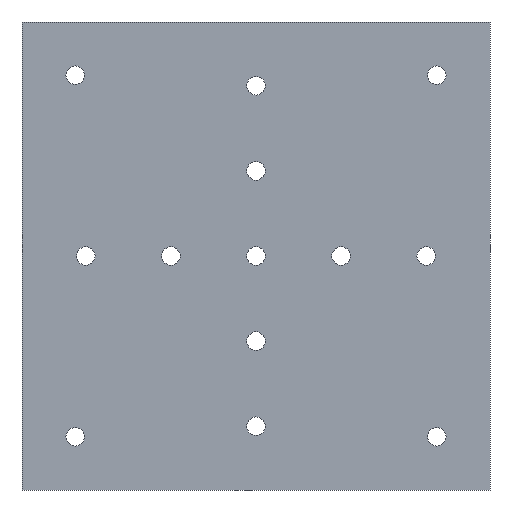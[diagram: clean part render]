
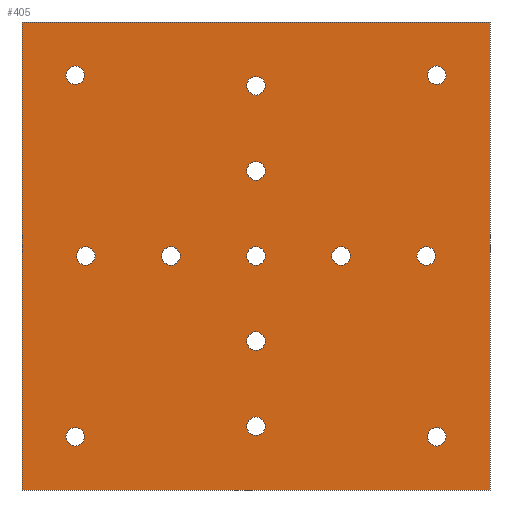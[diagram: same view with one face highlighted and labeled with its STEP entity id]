
A CAD part, front view. The second image highlights one B-rep face of the part: STEP entity #405.
In plain terms, the highlighted planar face has unit normal (0, -1, 0).
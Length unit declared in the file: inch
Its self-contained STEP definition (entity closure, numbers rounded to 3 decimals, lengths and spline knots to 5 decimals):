
#28=FACE_BOUND('',#98,.T.);
#29=FACE_BOUND('',#99,.T.);
#30=FACE_BOUND('',#100,.T.);
#31=FACE_BOUND('',#101,.T.);
#32=FACE_BOUND('',#102,.T.);
#33=FACE_BOUND('',#103,.T.);
#34=FACE_BOUND('',#104,.T.);
#35=FACE_BOUND('',#105,.T.);
#36=FACE_BOUND('',#106,.T.);
#37=FACE_BOUND('',#107,.T.);
#38=FACE_BOUND('',#108,.T.);
#39=FACE_BOUND('',#109,.T.);
#40=FACE_BOUND('',#110,.T.);
#46=PLANE('',#472);
#65=FACE_OUTER_BOUND('',#97,.T.);
#97=EDGE_LOOP('',(#357,#358,#359,#360));
#98=EDGE_LOOP('',(#361));
#99=EDGE_LOOP('',(#362));
#100=EDGE_LOOP('',(#363));
#101=EDGE_LOOP('',(#364));
#102=EDGE_LOOP('',(#365));
#103=EDGE_LOOP('',(#366));
#104=EDGE_LOOP('',(#367));
#105=EDGE_LOOP('',(#368));
#106=EDGE_LOOP('',(#369));
#107=EDGE_LOOP('',(#370));
#108=EDGE_LOOP('',(#371));
#109=EDGE_LOOP('',(#372));
#110=EDGE_LOOP('',(#373));
#124=LINE('',#672,#149);
#128=LINE('',#680,#153);
#131=LINE('',#686,#156);
#134=LINE('',#691,#159);
#149=VECTOR('',#568,0.3937);
#153=VECTOR('',#574,0.3937);
#156=VECTOR('',#579,0.3937);
#159=VECTOR('',#584,0.3937);
#162=CIRCLE('',#430,0.1085);
#164=CIRCLE('',#433,0.1085);
#166=CIRCLE('',#436,0.1085);
#168=CIRCLE('',#439,0.1085);
#170=CIRCLE('',#442,0.1085);
#172=CIRCLE('',#445,0.1085);
#174=CIRCLE('',#448,0.1085);
#176=CIRCLE('',#451,0.1085);
#178=CIRCLE('',#454,0.1085);
#180=CIRCLE('',#457,0.1085);
#182=CIRCLE('',#460,0.1085);
#184=CIRCLE('',#463,0.1085);
#186=CIRCLE('',#466,0.1085);
#188=VERTEX_POINT('',#594);
#190=VERTEX_POINT('',#600);
#192=VERTEX_POINT('',#606);
#194=VERTEX_POINT('',#612);
#196=VERTEX_POINT('',#618);
#198=VERTEX_POINT('',#624);
#200=VERTEX_POINT('',#630);
#202=VERTEX_POINT('',#636);
#204=VERTEX_POINT('',#642);
#206=VERTEX_POINT('',#648);
#208=VERTEX_POINT('',#654);
#210=VERTEX_POINT('',#660);
#212=VERTEX_POINT('',#666);
#213=VERTEX_POINT('',#670);
#214=VERTEX_POINT('',#671);
#217=VERTEX_POINT('',#679);
#219=VERTEX_POINT('',#685);
#223=EDGE_CURVE('',#188,#188,#162,.T.);
#226=EDGE_CURVE('',#190,#190,#164,.T.);
#229=EDGE_CURVE('',#192,#192,#166,.T.);
#232=EDGE_CURVE('',#194,#194,#168,.T.);
#235=EDGE_CURVE('',#196,#196,#170,.T.);
#238=EDGE_CURVE('',#198,#198,#172,.T.);
#241=EDGE_CURVE('',#200,#200,#174,.T.);
#244=EDGE_CURVE('',#202,#202,#176,.T.);
#247=EDGE_CURVE('',#204,#204,#178,.T.);
#250=EDGE_CURVE('',#206,#206,#180,.T.);
#253=EDGE_CURVE('',#208,#208,#182,.T.);
#256=EDGE_CURVE('',#210,#210,#184,.T.);
#259=EDGE_CURVE('',#212,#212,#186,.T.);
#260=EDGE_CURVE('',#213,#214,#124,.T.);
#264=EDGE_CURVE('',#217,#213,#128,.T.);
#267=EDGE_CURVE('',#219,#217,#131,.T.);
#270=EDGE_CURVE('',#214,#219,#134,.T.);
#357=ORIENTED_EDGE('',*,*,#270,.F.);
#358=ORIENTED_EDGE('',*,*,#260,.F.);
#359=ORIENTED_EDGE('',*,*,#264,.F.);
#360=ORIENTED_EDGE('',*,*,#267,.F.);
#361=ORIENTED_EDGE('',*,*,#223,.T.);
#362=ORIENTED_EDGE('',*,*,#226,.T.);
#363=ORIENTED_EDGE('',*,*,#229,.T.);
#364=ORIENTED_EDGE('',*,*,#232,.T.);
#365=ORIENTED_EDGE('',*,*,#235,.T.);
#366=ORIENTED_EDGE('',*,*,#238,.T.);
#367=ORIENTED_EDGE('',*,*,#241,.T.);
#368=ORIENTED_EDGE('',*,*,#244,.T.);
#369=ORIENTED_EDGE('',*,*,#247,.T.);
#370=ORIENTED_EDGE('',*,*,#250,.T.);
#371=ORIENTED_EDGE('',*,*,#253,.T.);
#372=ORIENTED_EDGE('',*,*,#256,.T.);
#373=ORIENTED_EDGE('',*,*,#259,.T.);
#405=ADVANCED_FACE('',(#65,#28,#29,#30,#31,#32,#33,#34,#35,#36,#37,#38,
#39,#40),#46,.F.);
#430=AXIS2_PLACEMENT_3D('',#596,#480,#481);
#433=AXIS2_PLACEMENT_3D('',#602,#487,#488);
#436=AXIS2_PLACEMENT_3D('',#608,#494,#495);
#439=AXIS2_PLACEMENT_3D('',#614,#501,#502);
#442=AXIS2_PLACEMENT_3D('',#620,#508,#509);
#445=AXIS2_PLACEMENT_3D('',#626,#515,#516);
#448=AXIS2_PLACEMENT_3D('',#632,#522,#523);
#451=AXIS2_PLACEMENT_3D('',#638,#529,#530);
#454=AXIS2_PLACEMENT_3D('',#644,#536,#537);
#457=AXIS2_PLACEMENT_3D('',#650,#543,#544);
#460=AXIS2_PLACEMENT_3D('',#656,#550,#551);
#463=AXIS2_PLACEMENT_3D('',#662,#557,#558);
#466=AXIS2_PLACEMENT_3D('',#668,#564,#565);
#472=AXIS2_PLACEMENT_3D('',#694,#588,#589);
#480=DIRECTION('center_axis',(0.,1.,0.));
#481=DIRECTION('ref_axis',(1.,0.,0.));
#487=DIRECTION('center_axis',(0.,1.,0.));
#488=DIRECTION('ref_axis',(1.,0.,0.));
#494=DIRECTION('center_axis',(0.,1.,0.));
#495=DIRECTION('ref_axis',(1.,0.,0.));
#501=DIRECTION('center_axis',(0.,1.,0.));
#502=DIRECTION('ref_axis',(1.,0.,0.));
#508=DIRECTION('center_axis',(0.,1.,0.));
#509=DIRECTION('ref_axis',(1.,0.,0.));
#515=DIRECTION('center_axis',(0.,1.,0.));
#516=DIRECTION('ref_axis',(1.,0.,0.));
#522=DIRECTION('center_axis',(0.,1.,0.));
#523=DIRECTION('ref_axis',(1.,0.,0.));
#529=DIRECTION('center_axis',(0.,1.,0.));
#530=DIRECTION('ref_axis',(1.,0.,0.));
#536=DIRECTION('center_axis',(0.,1.,0.));
#537=DIRECTION('ref_axis',(1.,0.,0.));
#543=DIRECTION('center_axis',(0.,1.,0.));
#544=DIRECTION('ref_axis',(-1.,0.,0.));
#550=DIRECTION('center_axis',(0.,1.,0.));
#551=DIRECTION('ref_axis',(-1.,0.,0.));
#557=DIRECTION('center_axis',(0.,1.,0.));
#558=DIRECTION('ref_axis',(1.,0.,0.));
#564=DIRECTION('center_axis',(0.,1.,0.));
#565=DIRECTION('ref_axis',(1.,0.,0.));
#568=DIRECTION('',(1.,0.,0.));
#574=DIRECTION('',(0.,0.,1.));
#579=DIRECTION('',(-1.,0.,0.));
#584=DIRECTION('',(0.,0.,-1.));
#588=DIRECTION('center_axis',(0.,1.,0.));
#589=DIRECTION('ref_axis',(0.,0.,1.));
#594=CARTESIAN_POINT('',(-0.1085,0.,2.));
#596=CARTESIAN_POINT('Origin',(0.,0.,2.));
#600=CARTESIAN_POINT('',(-0.1085,0.,1.));
#602=CARTESIAN_POINT('Origin',(0.,0.,1.));
#606=CARTESIAN_POINT('',(-0.1085,0.,-1.));
#608=CARTESIAN_POINT('Origin',(0.,0.,-1.));
#612=CARTESIAN_POINT('',(-0.1085,0.,-2.));
#614=CARTESIAN_POINT('Origin',(0.,0.,-2.));
#618=CARTESIAN_POINT('',(1.8915,0.,0.));
#620=CARTESIAN_POINT('Origin',(2.,0.,0.));
#624=CARTESIAN_POINT('',(0.8915,0.,0.));
#626=CARTESIAN_POINT('Origin',(1.,0.,0.));
#630=CARTESIAN_POINT('',(-1.1085,0.,0.));
#632=CARTESIAN_POINT('Origin',(-1.,0.,0.));
#636=CARTESIAN_POINT('',(-2.1085,0.,0.));
#638=CARTESIAN_POINT('Origin',(-2.,0.,0.));
#642=CARTESIAN_POINT('',(-0.1085,0.,0.));
#644=CARTESIAN_POINT('Origin',(0.,0.,0.));
#648=CARTESIAN_POINT('',(2.2335,0.,-2.125));
#650=CARTESIAN_POINT('Origin',(2.125,0.,-2.125));
#654=CARTESIAN_POINT('',(2.2335,0.,2.125));
#656=CARTESIAN_POINT('Origin',(2.125,0.,2.125));
#660=CARTESIAN_POINT('',(-2.2335,0.,-2.125));
#662=CARTESIAN_POINT('Origin',(-2.125,0.,-2.125));
#666=CARTESIAN_POINT('',(-2.2335,0.,2.125));
#668=CARTESIAN_POINT('Origin',(-2.125,0.,2.125));
#670=CARTESIAN_POINT('',(-2.75,0.,2.75));
#671=CARTESIAN_POINT('',(2.75,0.,2.75));
#672=CARTESIAN_POINT('',(-2.75,0.,2.75));
#679=CARTESIAN_POINT('',(-2.75,0.,-2.75));
#680=CARTESIAN_POINT('',(-2.75,0.,-2.75));
#685=CARTESIAN_POINT('',(2.75,0.,-2.75));
#686=CARTESIAN_POINT('',(2.75,0.,-2.75));
#691=CARTESIAN_POINT('',(2.75,0.,2.75));
#694=CARTESIAN_POINT('Origin',(0.,0.,0.));
